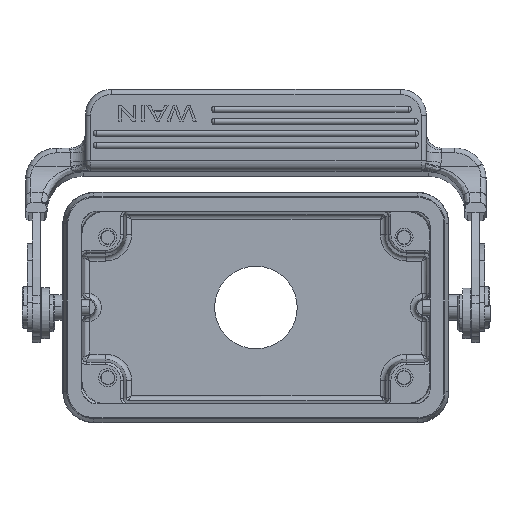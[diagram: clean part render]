
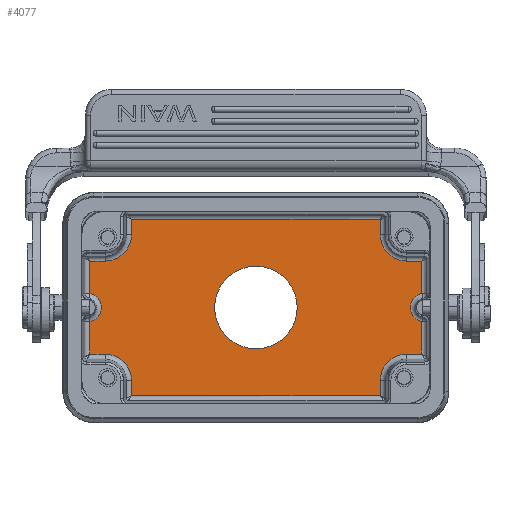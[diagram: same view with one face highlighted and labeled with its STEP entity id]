
A CAD part, front view. The second image highlights one B-rep face of the part: STEP entity #4077.
In plain terms, the highlighted planar face has unit normal (0, -1, 0).
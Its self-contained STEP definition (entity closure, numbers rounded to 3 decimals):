
#524=CIRCLE('',#26396,7.95);
#525=CIRCLE('',#26398,7.95);
#528=CIRCLE('',#26404,2.772);
#571=CIRCLE('',#26474,2.772);
#578=CIRCLE('',#26488,5.054);
#616=CIRCLE('',#26556,5.054);
#668=CIRCLE('',#26660,5.054);
#669=CIRCLE('',#26661,5.054);
#1247=FACE_BOUND('',#7590,.T.);
#1248=FACE_BOUND('',#7591,.T.);
#4077=ADVANCED_FACE('',(#1247,#1248),#5192,.T.);
#5192=PLANE('',#26662);
#7590=EDGE_LOOP('',(#11805,#11806));
#7591=EDGE_LOOP('',(#11807,#11808,#11809,#11810,#11811,#11812,#11813,#11814,
#11815,#11816,#11817,#11818,#11819,#11820,#11821,#11822,#11823,#11824,#11825,
#11826));
#11805=ORIENTED_EDGE('',*,*,#20114,.F.);
#11806=ORIENTED_EDGE('',*,*,#20115,.F.);
#11807=ORIENTED_EDGE('',*,*,#20122,.F.);
#11808=ORIENTED_EDGE('',*,*,#20116,.T.);
#11809=ORIENTED_EDGE('',*,*,#20421,.T.);
#11810=ORIENTED_EDGE('',*,*,#20422,.F.);
#11811=ORIENTED_EDGE('',*,*,#20423,.T.);
#11812=ORIENTED_EDGE('',*,*,#20221,.T.);
#11813=ORIENTED_EDGE('',*,*,#20211,.T.);
#11814=ORIENTED_EDGE('',*,*,#20209,.F.);
#11815=ORIENTED_EDGE('',*,*,#20202,.T.);
#11816=ORIENTED_EDGE('',*,*,#20194,.T.);
#11817=ORIENTED_EDGE('',*,*,#20190,.F.);
#11818=ORIENTED_EDGE('',*,*,#20424,.T.);
#11819=ORIENTED_EDGE('',*,*,#20425,.T.);
#11820=ORIENTED_EDGE('',*,*,#20426,.F.);
#11821=ORIENTED_EDGE('',*,*,#20427,.T.);
#11822=ORIENTED_EDGE('',*,*,#20301,.T.);
#11823=ORIENTED_EDGE('',*,*,#20295,.T.);
#11824=ORIENTED_EDGE('',*,*,#20293,.F.);
#11825=ORIENTED_EDGE('',*,*,#20287,.T.);
#11826=ORIENTED_EDGE('',*,*,#20420,.T.);
#17056=VERTEX_POINT('',#40685);
#17057=VERTEX_POINT('',#40687);
#17058=VERTEX_POINT('',#40693);
#17059=VERTEX_POINT('',#40694);
#17063=VERTEX_POINT('',#40715);
#17108=VERTEX_POINT('',#40852);
#17111=VERTEX_POINT('',#40862);
#17115=VERTEX_POINT('',#40880);
#17120=VERTEX_POINT('',#41044);
#17124=VERTEX_POINT('',#41058);
#17125=VERTEX_POINT('',#41062);
#17131=VERTEX_POINT('',#41221);
#17178=VERTEX_POINT('',#41417);
#17179=VERTEX_POINT('',#41419);
#17181=VERTEX_POINT('',#41430);
#17182=VERTEX_POINT('',#41434);
#17184=VERTEX_POINT('',#41589);
#17251=VERTEX_POINT('',#42180);
#17252=VERTEX_POINT('',#42182);
#17253=VERTEX_POINT('',#42185);
#17254=VERTEX_POINT('',#42187);
#17255=VERTEX_POINT('',#42189);
#20114=EDGE_CURVE('',#17057,#17056,#524,.T.);
#20115=EDGE_CURVE('',#17056,#17057,#525,.T.);
#20116=EDGE_CURVE('',#17058,#17059,#23258,.T.);
#20122=EDGE_CURVE('',#17058,#17063,#528,.T.);
#20190=EDGE_CURVE('',#17108,#17111,#571,.T.);
#20194=EDGE_CURVE('',#17115,#17111,#23282,.T.);
#20202=EDGE_CURVE('',#17120,#17115,#23286,.T.);
#20209=EDGE_CURVE('',#17120,#17124,#578,.T.);
#20211=EDGE_CURVE('',#17125,#17124,#23290,.T.);
#20221=EDGE_CURVE('',#17131,#17125,#23296,.T.);
#20287=EDGE_CURVE('',#17179,#17178,#23320,.T.);
#20293=EDGE_CURVE('',#17179,#17181,#616,.T.);
#20295=EDGE_CURVE('',#17182,#17181,#23324,.T.);
#20301=EDGE_CURVE('',#17184,#17182,#23327,.T.);
#20420=EDGE_CURVE('',#17178,#17063,#23380,.T.);
#20421=EDGE_CURVE('',#17059,#17251,#23381,.T.);
#20422=EDGE_CURVE('',#17252,#17251,#668,.T.);
#20423=EDGE_CURVE('',#17252,#17131,#23382,.T.);
#20424=EDGE_CURVE('',#17108,#17253,#23383,.T.);
#20425=EDGE_CURVE('',#17253,#17254,#23384,.T.);
#20426=EDGE_CURVE('',#17255,#17254,#669,.T.);
#20427=EDGE_CURVE('',#17255,#17184,#23385,.T.);
#23258=LINE('',#40692,#24940);
#23282=LINE('',#40879,#24964);
#23286=LINE('',#41043,#24968);
#23290=LINE('',#41061,#24972);
#23296=LINE('',#41220,#24978);
#23320=LINE('',#41418,#25002);
#23324=LINE('',#41433,#25006);
#23327=LINE('',#41588,#25009);
#23380=LINE('',#42177,#25062);
#23381=LINE('',#42179,#25063);
#23382=LINE('',#42183,#25064);
#23383=LINE('',#42184,#25065);
#23384=LINE('',#42186,#25066);
#23385=LINE('',#42190,#25067);
#24940=VECTOR('',#30137,1.);
#24964=VECTOR('',#30317,1.);
#24968=VECTOR('',#30329,1.);
#24972=VECTOR('',#30351,1.);
#24978=VECTOR('',#30367,1.);
#25002=VECTOR('',#30501,1.);
#25006=VECTOR('',#30521,1.);
#25009=VECTOR('',#30532,1.);
#25062=VECTOR('',#30777,1.);
#25063=VECTOR('',#30780,1.);
#25064=VECTOR('',#30783,1.);
#25065=VECTOR('',#30784,1.);
#25066=VECTOR('',#30785,1.);
#25067=VECTOR('',#30788,1.);
#26396=AXIS2_PLACEMENT_3D('',#40688,#30129,#30130);
#26398=AXIS2_PLACEMENT_3D('',#40690,#30133,#30134);
#26404=AXIS2_PLACEMENT_3D('',#40714,#30146,#30147);
#26474=AXIS2_PLACEMENT_3D('',#40865,#30309,#30310);
#26488=AXIS2_PLACEMENT_3D('',#41057,#30345,#30346);
#26556=AXIS2_PLACEMENT_3D('',#41429,#30515,#30516);
#26660=AXIS2_PLACEMENT_3D('',#42181,#30781,#30782);
#26661=AXIS2_PLACEMENT_3D('',#42188,#30786,#30787);
#26662=AXIS2_PLACEMENT_3D('',#42191,#30789,#30790);
#30129=DIRECTION('',(0.,-1.,0.));
#30130=DIRECTION('',(1.,0.,0.));
#30133=DIRECTION('',(0.,-1.,0.));
#30134=DIRECTION('',(-1.,0.,0.));
#30137=DIRECTION('',(0.,0.,1.));
#30146=DIRECTION('',(0.,-1.,0.));
#30147=DIRECTION('',(-0.2,0.,0.98));
#30309=DIRECTION('',(0.,-1.,0.));
#30310=DIRECTION('',(0.2,0.,-0.98));
#30317=DIRECTION('',(0.,0.,-1.));
#30329=DIRECTION('',(-1.,0.,0.));
#30345=DIRECTION('',(0.,-1.,0.));
#30346=DIRECTION('',(0.,0.,-1.));
#30351=DIRECTION('',(0.,0.,-1.));
#30367=DIRECTION('',(-1.,0.,0.));
#30501=DIRECTION('',(1.,0.,0.));
#30515=DIRECTION('',(0.,-1.,0.));
#30516=DIRECTION('',(0.,0.,1.));
#30521=DIRECTION('',(0.,0.,1.));
#30532=DIRECTION('',(1.,0.,0.));
#30777=DIRECTION('',(0.,0.,1.));
#30780=DIRECTION('',(-1.,0.,0.));
#30781=DIRECTION('',(0.,-1.,0.));
#30782=DIRECTION('',(-1.,0.,0.));
#30783=DIRECTION('',(0.,0.,1.));
#30784=DIRECTION('',(0.,0.,-1.));
#30785=DIRECTION('',(1.,0.,0.));
#30786=DIRECTION('',(0.,-1.,0.));
#30787=DIRECTION('',(1.,0.,0.));
#30788=DIRECTION('',(0.,0.,-1.));
#30789=DIRECTION('',(0.,-1.,0.));
#30790=DIRECTION('',(0.,0.,-1.));
#40685=CARTESIAN_POINT('',(-7.95,19.35,0.));
#40687=CARTESIAN_POINT('',(7.95,19.35,0.));
#40688=CARTESIAN_POINT('',(0.,19.35,0.));
#40690=CARTESIAN_POINT('',(0.,19.35,0.));
#40692=CARTESIAN_POINT('',(31.947,19.35,2.716));
#40693=CARTESIAN_POINT('',(31.947,19.35,2.716));
#40694=CARTESIAN_POINT('',(31.947,19.35,8.947));
#40714=CARTESIAN_POINT('',(32.5,19.35,0.));
#40715=CARTESIAN_POINT('',(31.947,19.35,-2.717));
#40852=CARTESIAN_POINT('',(-31.947,19.35,-2.716));
#40862=CARTESIAN_POINT('',(-31.947,19.35,2.717));
#40865=CARTESIAN_POINT('',(-32.5,19.35,0.));
#40879=CARTESIAN_POINT('',(-31.947,19.35,8.947));
#40880=CARTESIAN_POINT('',(-31.947,19.35,8.947));
#41043=CARTESIAN_POINT('',(-29.,19.35,8.946));
#41044=CARTESIAN_POINT('',(-29.,19.35,8.946));
#41057=CARTESIAN_POINT('',(-29.,19.35,14.));
#41058=CARTESIAN_POINT('',(-23.946,19.35,14.));
#41061=CARTESIAN_POINT('',(-23.947,19.35,16.947));
#41062=CARTESIAN_POINT('',(-23.947,19.35,16.947));
#41220=CARTESIAN_POINT('',(23.947,19.35,16.947));
#41221=CARTESIAN_POINT('',(23.947,19.35,16.947));
#41417=CARTESIAN_POINT('',(31.947,19.35,-8.947));
#41418=CARTESIAN_POINT('',(29.,19.35,-8.946));
#41419=CARTESIAN_POINT('',(29.,19.35,-8.946));
#41429=CARTESIAN_POINT('',(29.,19.35,-14.));
#41430=CARTESIAN_POINT('',(23.946,19.35,-14.));
#41433=CARTESIAN_POINT('',(23.947,19.35,-16.947));
#41434=CARTESIAN_POINT('',(23.947,19.35,-16.947));
#41588=CARTESIAN_POINT('',(-23.947,19.35,-16.947));
#41589=CARTESIAN_POINT('',(-23.947,19.35,-16.947));
#42177=CARTESIAN_POINT('',(31.947,19.35,-8.947));
#42179=CARTESIAN_POINT('',(31.947,19.35,8.947));
#42180=CARTESIAN_POINT('',(29.,19.35,8.947));
#42181=CARTESIAN_POINT('',(29.,19.35,14.));
#42182=CARTESIAN_POINT('',(23.947,19.35,14.));
#42183=CARTESIAN_POINT('',(23.946,19.35,14.));
#42184=CARTESIAN_POINT('',(-31.947,19.35,-2.716));
#42185=CARTESIAN_POINT('',(-31.947,19.35,-8.947));
#42186=CARTESIAN_POINT('',(-31.947,19.35,-8.947));
#42187=CARTESIAN_POINT('',(-29.,19.35,-8.946));
#42188=CARTESIAN_POINT('',(-29.,19.35,-14.));
#42189=CARTESIAN_POINT('',(-23.946,19.35,-14.));
#42190=CARTESIAN_POINT('',(-23.946,19.35,-14.));
#42191=CARTESIAN_POINT('',(0.,19.35,-21.5));
